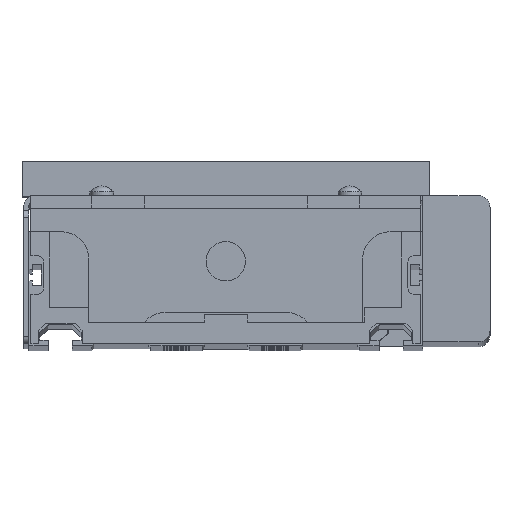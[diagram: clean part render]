
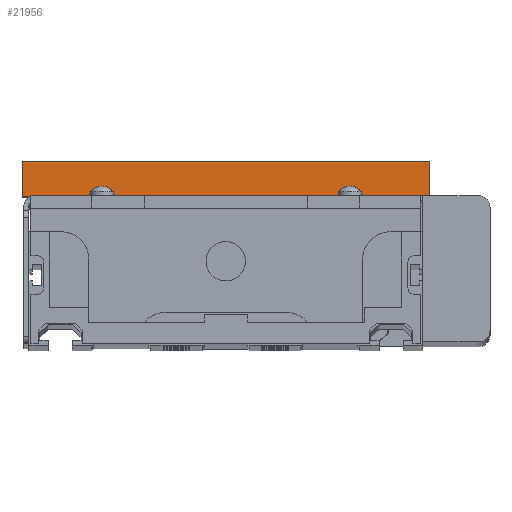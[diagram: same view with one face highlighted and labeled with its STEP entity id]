
A CAD part, top view. The second image highlights one B-rep face of the part: STEP entity #21956.
In plain terms, the highlighted planar face has unit normal (0, 0, 1).
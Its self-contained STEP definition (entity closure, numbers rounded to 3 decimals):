
#154 = ORIENTED_EDGE ( 'NONE', *, *, #26884, .F. ) ;
#672 = CARTESIAN_POINT ( 'NONE',  ( -51.75, 17.5, 90. ) ) ;
#1978 = DIRECTION ( 'NONE',  ( 1., 0., 0. ) ) ;
#2640 = VECTOR ( 'NONE', #15397, 1000. ) ;
#3649 = ORIENTED_EDGE ( 'NONE', *, *, #8113, .T. ) ;
#3691 = FACE_OUTER_BOUND ( 'NONE', #26279, .T. ) ;
#4317 = LINE ( 'NONE', #23482, #9493 ) ;
#5429 = DIRECTION ( 'NONE',  ( 1., 0., 0. ) ) ;
#5450 = AXIS2_PLACEMENT_3D ( 'NONE', #10438, #22702, #5429 ) ;
#8113 = EDGE_CURVE ( 'NONE', #27396, #16614, #23308, .T. ) ;
#9313 = DIRECTION ( 'NONE',  ( 0., 1., 0. ) ) ;
#9493 = VECTOR ( 'NONE', #1978, 1000. ) ;
#9579 = CARTESIAN_POINT ( 'NONE',  ( 51.75, 17.5, 90. ) ) ;
#10081 = LINE ( 'NONE', #672, #25208 ) ;
#10438 = CARTESIAN_POINT ( 'NONE',  ( -51.75, 17.5, 90. ) ) ;
#13274 = PLANE ( 'NONE',  #5450 ) ;
#13339 = EDGE_CURVE ( 'NONE', #17937, #27396, #4317, .T. ) ;
#15397 = DIRECTION ( 'NONE',  ( 1., 0., 0. ) ) ;
#15790 = ORIENTED_EDGE ( 'NONE', *, *, #29513, .F. ) ;
#16614 = VERTEX_POINT ( 'NONE', #25396 ) ;
#16868 = CARTESIAN_POINT ( 'NONE',  ( 51.75, 17.5, 90. ) ) ;
#17937 = VERTEX_POINT ( 'NONE', #31041 ) ;
#19794 = LINE ( 'NONE', #29360, #2640 ) ;
#19816 = VECTOR ( 'NONE', #9313, 1000. ) ;
#21956 = ADVANCED_FACE ( 'NONE', ( #3691 ), #13274, .T. ) ;
#22702 = DIRECTION ( 'NONE',  ( 0., 0., 1. ) ) ;
#23308 = LINE ( 'NONE', #16868, #19816 ) ;
#23482 = CARTESIAN_POINT ( 'NONE',  ( -51.75, 17.5, 90. ) ) ;
#23836 = ORIENTED_EDGE ( 'NONE', *, *, #13339, .T. ) ;
#25208 = VECTOR ( 'NONE', #29232, 1000. ) ;
#25396 = CARTESIAN_POINT ( 'NONE',  ( 51.75, 26.5, 90. ) ) ;
#26279 = EDGE_LOOP ( 'NONE', ( #15790, #154, #23836, #3649 ) ) ;
#26884 = EDGE_CURVE ( 'NONE', #17937, #28463, #10081, .T. ) ;
#27396 = VERTEX_POINT ( 'NONE', #9579 ) ;
#28463 = VERTEX_POINT ( 'NONE', #28578 ) ;
#28578 = CARTESIAN_POINT ( 'NONE',  ( -51.75, 26.5, 90. ) ) ;
#29232 = DIRECTION ( 'NONE',  ( 0., 1., 0. ) ) ;
#29360 = CARTESIAN_POINT ( 'NONE',  ( -51.75, 26.5, 90. ) ) ;
#29513 = EDGE_CURVE ( 'NONE', #28463, #16614, #19794, .T. ) ;
#31041 = CARTESIAN_POINT ( 'NONE',  ( -51.75, 17.5, 90. ) ) ;
